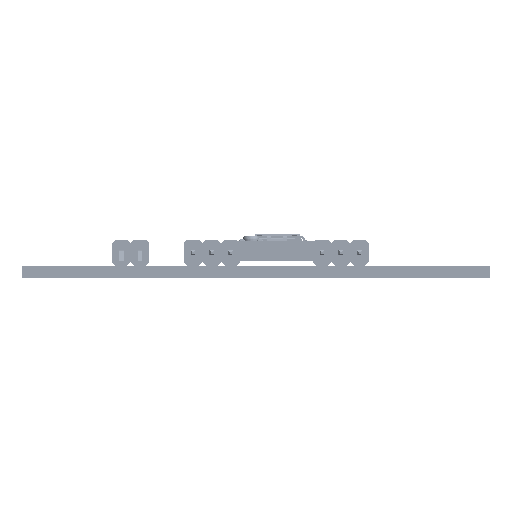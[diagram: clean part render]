
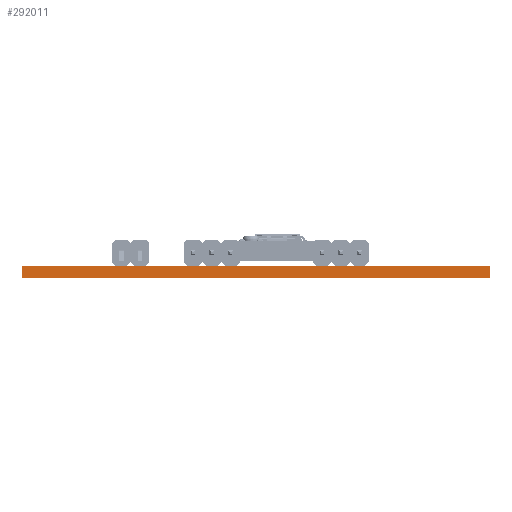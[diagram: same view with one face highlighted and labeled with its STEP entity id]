
A CAD part, left-side view. The second image highlights one B-rep face of the part: STEP entity #292011.
In plain terms, the highlighted planar face has unit normal (-1, 0, 0).
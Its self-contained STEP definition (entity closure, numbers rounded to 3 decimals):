
#291955 = VERTEX_POINT('',#291956);
#291956 = CARTESIAN_POINT('',(97.5,-113.5,1.51));
#291962 = EDGE_CURVE('',#291963,#291955,#291965,.T.);
#291963 = VERTEX_POINT('',#291964);
#291964 = CARTESIAN_POINT('',(97.5,-113.5,0.));
#291965 = LINE('',#291966,#291967);
#291966 = CARTESIAN_POINT('',(97.5,-113.5,0.));
#291967 = VECTOR('',#291968,1.);
#291968 = DIRECTION('',(0.,0.,1.));
#292011 = ADVANCED_FACE('',(#292012),#292037,.T.);
#292012 = FACE_BOUND('',#292013,.T.);
#292013 = EDGE_LOOP('',(#292014,#292015,#292023,#292031));
#292014 = ORIENTED_EDGE('',*,*,#291962,.T.);
#292015 = ORIENTED_EDGE('',*,*,#292016,.T.);
#292016 = EDGE_CURVE('',#291955,#292017,#292019,.T.);
#292017 = VERTEX_POINT('',#292018);
#292018 = CARTESIAN_POINT('',(97.5,-50.,1.51));
#292019 = LINE('',#292020,#292021);
#292020 = CARTESIAN_POINT('',(97.5,-113.5,1.51));
#292021 = VECTOR('',#292022,1.);
#292022 = DIRECTION('',(0.,1.,0.));
#292023 = ORIENTED_EDGE('',*,*,#292024,.F.);
#292024 = EDGE_CURVE('',#292025,#292017,#292027,.T.);
#292025 = VERTEX_POINT('',#292026);
#292026 = CARTESIAN_POINT('',(97.5,-50.,0.));
#292027 = LINE('',#292028,#292029);
#292028 = CARTESIAN_POINT('',(97.5,-50.,0.));
#292029 = VECTOR('',#292030,1.);
#292030 = DIRECTION('',(0.,0.,1.));
#292031 = ORIENTED_EDGE('',*,*,#292032,.F.);
#292032 = EDGE_CURVE('',#291963,#292025,#292033,.T.);
#292033 = LINE('',#292034,#292035);
#292034 = CARTESIAN_POINT('',(97.5,-113.5,0.));
#292035 = VECTOR('',#292036,1.);
#292036 = DIRECTION('',(0.,1.,0.));
#292037 = PLANE('',#292038);
#292038 = AXIS2_PLACEMENT_3D('',#292039,#292040,#292041);
#292039 = CARTESIAN_POINT('',(97.5,-113.5,0.));
#292040 = DIRECTION('',(-1.,0.,0.));
#292041 = DIRECTION('',(0.,1.,0.));
